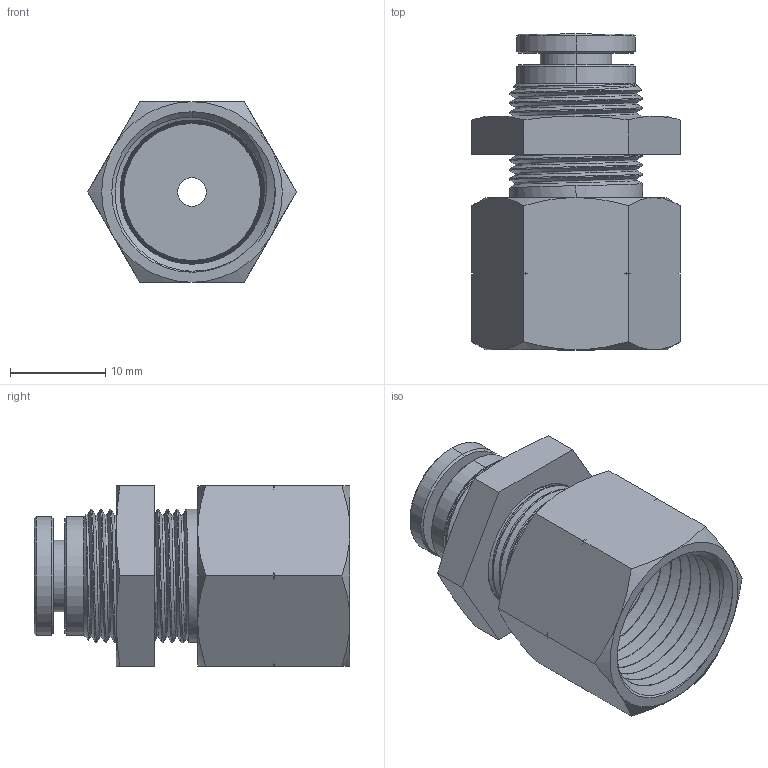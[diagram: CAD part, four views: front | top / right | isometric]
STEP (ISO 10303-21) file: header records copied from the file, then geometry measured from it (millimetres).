
FILE_DESCRIPTION (( 'STEP AP214' ), '1' );
FILE_NAME ('BCS1-4N3-8W.STEP', '2018-07-11T20:26:44', ( '' ), ( '' ), 'SwSTEP 2.0', 'SolidWorks 2016', '' );
FILE_SCHEMA (( 'AUTOMOTIVE_DESIGN' ));
Length unit declared in the file: millimetre
Products named in the file (1): BCS1-4N3-8W
Bounding box: 21.94 x 33.21 x 19 mm (x, y, z)
Volume: 4538.6 mm3; surface area: 6460.6 mm2
Topology: 7 solids, 7 shells, 420 faces, 1363 edges, 962 vertices
Faces by surface type: cone 164, plane 123, cylinder 89, bspline 42, torus 2
Entity records: 33344 total; most frequent: CARTESIAN_POINT 17796, ORIENTED_EDGE 2726, DIRECTION 1717, EDGE_CURVE 1363, VERTEX_POINT 962, B_SPLINE_CURVE_WITH_KNOTS 715, AXIS2_PLACEMENT_3D 705, EDGE_LOOP 439
